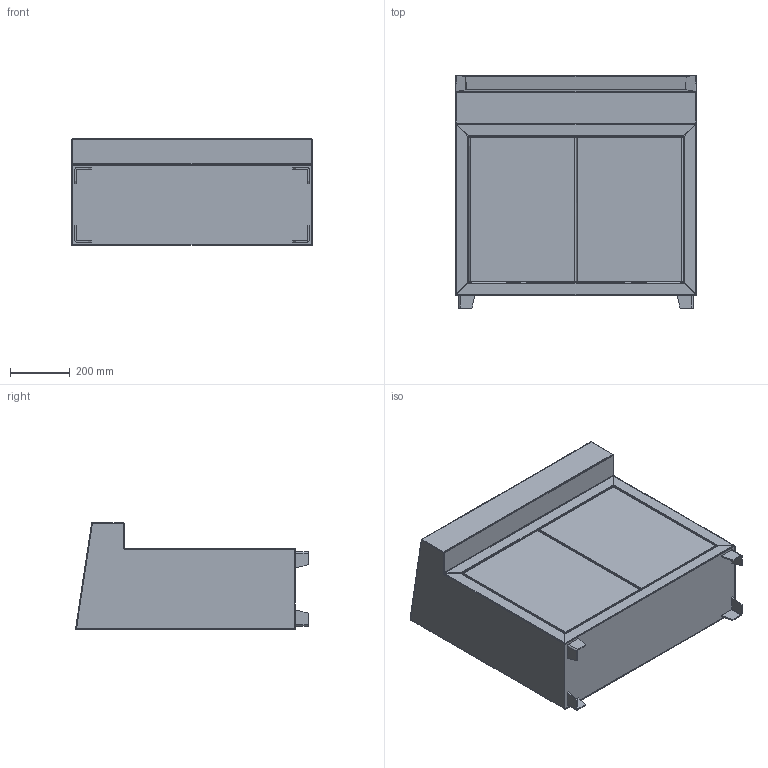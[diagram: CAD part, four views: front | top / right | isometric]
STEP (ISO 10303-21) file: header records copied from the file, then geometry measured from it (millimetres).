
FILE_DESCRIPTION(('FreeCAD Model'),'2;1');
FILE_NAME('Open CASCADE Shape Model','2025-05-07T23:19:11',('FreeCAD'),( 'FreeCAD'),'Open CASCADE STEP processor 7.6','FreeCAD','Unknown');
FILE_SCHEMA(('AUTOMOTIVE_DESIGN { 1 0 10303 214 1 1 1 1 }'));
Length unit declared in the file: millimetre
Products named in the file (1): Open CASCADE STEP translator 7.6 1
Bounding box: 804.37 x 777.87 x 356.3 mm (x, y, z)
Volume: 4133844 mm3; surface area: 4769278.8 mm2
Topology: 10 solids, 10 shells, 462 faces, 982 edges, 540 vertices
Faces by surface type: bspline 462
Entity records: 13658 total; most frequent: CARTESIAN_POINT 7469, ORIENTED_EDGE 1964, EDGE_CURVE 982, B_SPLINE_CURVE_WITH_KNOTS 914, VERTEX_POINT 540, ADVANCED_FACE 462, FACE_BOUND 462, EDGE_LOOP 462
